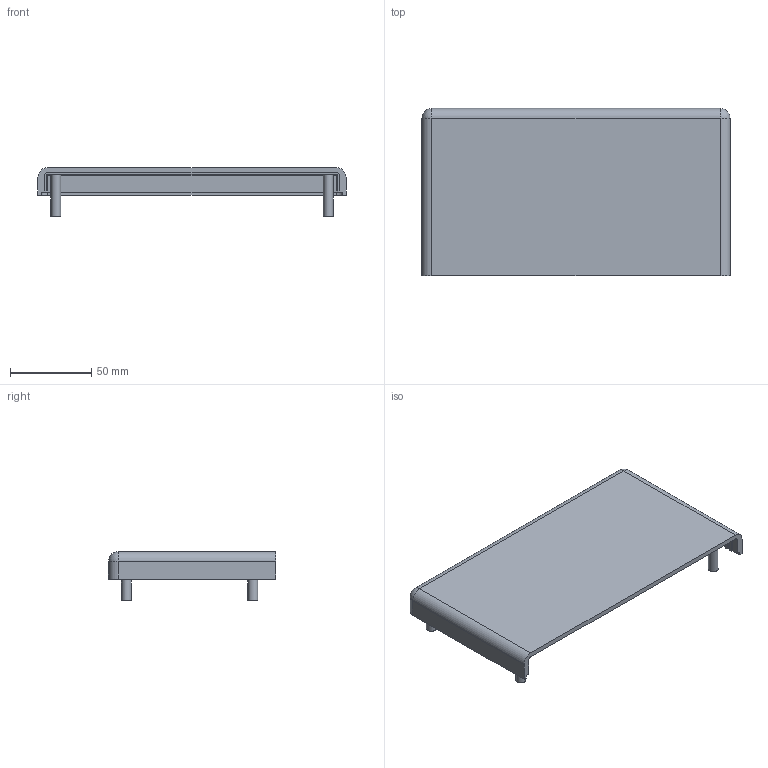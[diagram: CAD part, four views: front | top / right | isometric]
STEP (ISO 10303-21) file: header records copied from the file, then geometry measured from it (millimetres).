
FILE_DESCRIPTION(('FreeCAD Model'),'2;1');
FILE_NAME('Open CASCADE Shape Model','2024-07-10T16:16:35',('Author'),( ''),'Open CASCADE STEP processor 7.6','FreeCAD','Unknown');
FILE_SCHEMA(('AUTOMOTIVE_DESIGN { 1 0 10303 214 1 1 1 1 }'));
Length unit declared in the file: millimetre
Products named in the file (1): Top
Bounding box: 190 x 103 x 30 mm (x, y, z)
Volume: 78376.9 mm3; surface area: 54617.7 mm2
Topology: 1 solids, 1 shells, 76 faces, 190 edges, 120 vertices
Faces by surface type: plane 44, cylinder 28, sphere 4
Full cylindrical faces by diameter (mm): 3.5 x4, 6 x4
Entity records: 2256 total; most frequent: DIRECTION 400, CARTESIAN_POINT 383, ORIENTED_EDGE 372, EDGE_CURVE 186, AXIS2_PLACEMENT_3D 137, LINE 126, VECTOR 126, VERTEX_POINT 120
